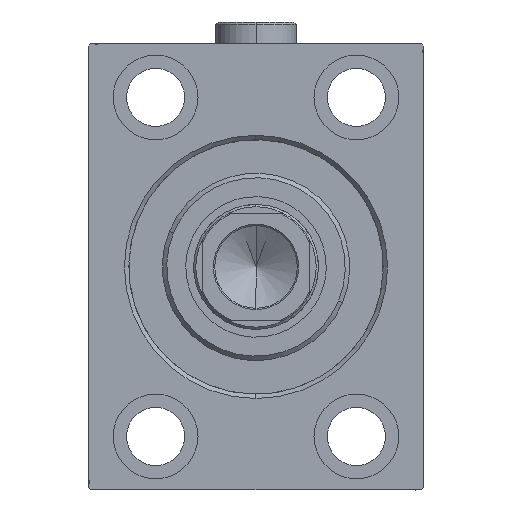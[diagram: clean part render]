
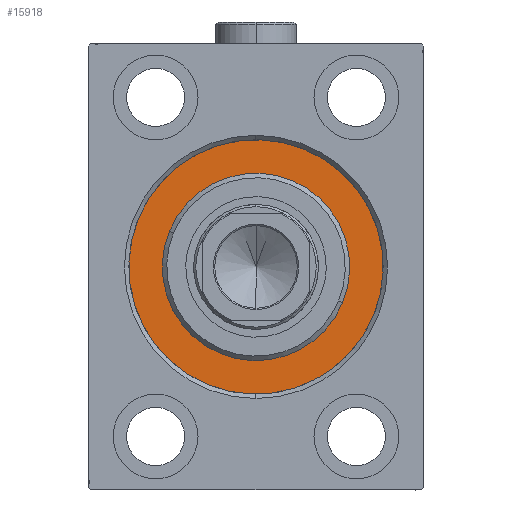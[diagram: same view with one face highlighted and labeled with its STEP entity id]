
A CAD part, left-side view. The second image highlights one B-rep face of the part: STEP entity #15918.
In plain terms, the highlighted face is planar.
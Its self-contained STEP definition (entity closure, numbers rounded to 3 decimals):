
#56 = CARTESIAN_POINT ( 'NONE',  ( 0., 0., 0. ) ) ;
#278 = DIRECTION ( 'NONE',  ( 0., 0., 1. ) ) ;
#3494 = DIRECTION ( 'NONE',  ( -1., 0., 0. ) ) ;
#3706 = DIRECTION ( 'NONE',  ( -1., 0., 0. ) ) ;
#3723 = FACE_BOUND ( 'NONE', #32579, .T. ) ;
#4447 = EDGE_CURVE ( 'NONE', #30532, #45003, #16478, .T. ) ;
#5402 = CIRCLE ( 'NONE', #15641, 21. ) ;
#7778 = CIRCLE ( 'NONE', #31919, 28.5 ) ;
#8178 = CARTESIAN_POINT ( 'NONE',  ( 0., 0., -28.5 ) ) ;
#10346 = DIRECTION ( 'NONE',  ( 0., 0., 1. ) ) ;
#14751 = CARTESIAN_POINT ( 'NONE',  ( 0., 0., 0. ) ) ;
#14773 = EDGE_CURVE ( 'NONE', #36449, #19101, #35718, .T. ) ;
#14902 = CARTESIAN_POINT ( 'NONE',  ( 0., 0., 0. ) ) ;
#15641 = AXIS2_PLACEMENT_3D ( 'NONE', #14751, #28721, #42703 ) ;
#15918 = ADVANCED_FACE ( 'NONE', ( #3723, #25039 ), #31461, .F. ) ;
#16191 = CARTESIAN_POINT ( 'NONE',  ( 0., 0., 21. ) ) ;
#16478 = CIRCLE ( 'NONE', #17955, 28.5 ) ;
#17955 = AXIS2_PLACEMENT_3D ( 'NONE', #41760, #3706, #10346 ) ;
#19101 = VERTEX_POINT ( 'NONE', #16191 ) ;
#20125 = CARTESIAN_POINT ( 'NONE',  ( 0., 0., 28.5 ) ) ;
#20468 = ORIENTED_EDGE ( 'NONE', *, *, #4447, .F. ) ;
#22786 = DIRECTION ( 'NONE',  ( 0., 0., -1. ) ) ;
#23888 = ORIENTED_EDGE ( 'NONE', *, *, #14773, .F. ) ;
#25039 = FACE_OUTER_BOUND ( 'NONE', #30410, .T. ) ;
#25212 = EDGE_CURVE ( 'NONE', #19101, #36449, #5402, .T. ) ;
#25459 = DIRECTION ( 'NONE',  ( 0., 0., 1. ) ) ;
#25630 = ORIENTED_EDGE ( 'NONE', *, *, #32658, .F. ) ;
#26225 = DIRECTION ( 'NONE',  ( 1., 0., 0. ) ) ;
#28259 = CARTESIAN_POINT ( 'NONE',  ( 0., 0., -21. ) ) ;
#28721 = DIRECTION ( 'NONE',  ( 1., 0., 0. ) ) ;
#28881 = DIRECTION ( 'NONE',  ( -1., 0., 0. ) ) ;
#29646 = CARTESIAN_POINT ( 'NONE',  ( 0., 0., 0. ) ) ;
#30410 = EDGE_LOOP ( 'NONE', ( #20468, #25630 ) ) ;
#30532 = VERTEX_POINT ( 'NONE', #8178 ) ;
#31461 = PLANE ( 'NONE',  #33522 ) ;
#31919 = AXIS2_PLACEMENT_3D ( 'NONE', #14902, #28881, #25459 ) ;
#32579 = EDGE_LOOP ( 'NONE', ( #41933, #23888 ) ) ;
#32658 = EDGE_CURVE ( 'NONE', #45003, #30532, #7778, .T. ) ;
#33522 = AXIS2_PLACEMENT_3D ( 'NONE', #56, #3494, #278 ) ;
#34955 = AXIS2_PLACEMENT_3D ( 'NONE', #29646, #26225, #22786 ) ;
#35718 = CIRCLE ( 'NONE', #34955, 21. ) ;
#36449 = VERTEX_POINT ( 'NONE', #28259 ) ;
#41760 = CARTESIAN_POINT ( 'NONE',  ( 0., 0., 0. ) ) ;
#41933 = ORIENTED_EDGE ( 'NONE', *, *, #25212, .F. ) ;
#42703 = DIRECTION ( 'NONE',  ( 0., 0., -1. ) ) ;
#45003 = VERTEX_POINT ( 'NONE', #20125 ) ;
